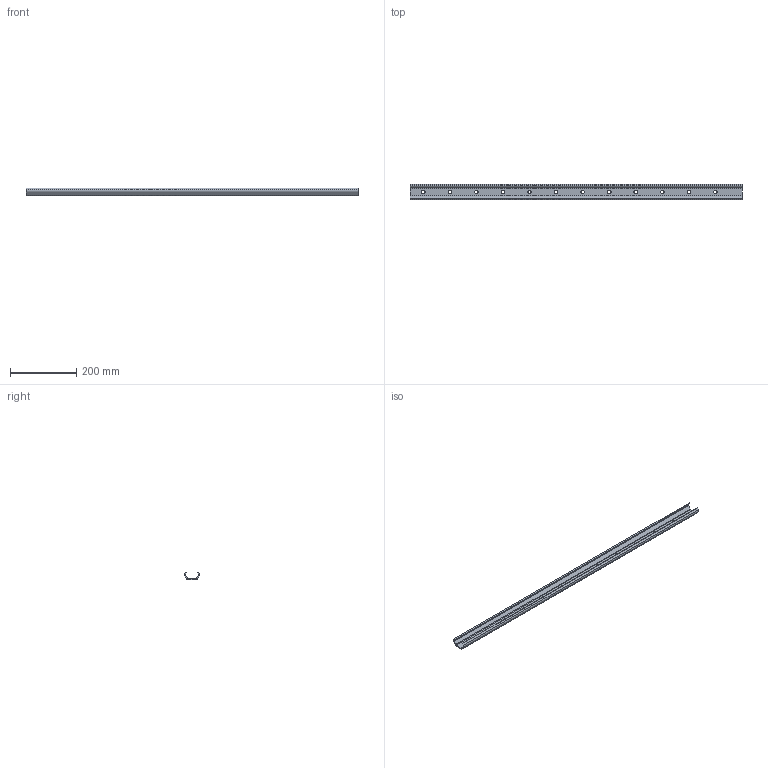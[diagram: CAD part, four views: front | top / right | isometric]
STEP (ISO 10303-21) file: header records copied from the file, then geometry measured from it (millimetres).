
FILE_DESCRIPTION( ( 'STEP AP203' ), '1' );
FILE_NAME( 'CRSS45R-1000__Y_40mm_2_03.stp', ' ', ( ' ' ), ( ' ' ), 'PSStep 15.0.47', 'PARTsolutions', ' ' );
FILE_SCHEMA( ( 'CONFIG_CONTROL_DESIGN' ) );
Length unit declared in the file: millimetre
Products named in the file (2): CRSS45R-1000, Y=40mm; _CRSS45R-1000, Y=40mmRail
Assembly tree (1 placements, depth 2):
  CRSS45R-1000, Y=40mm
    _CRSS45R-1000, Y=40mmRail
Bounding box: 1000 x 45.65 x 24 mm (x, y, z)
Volume: 257271.6 mm3; surface area: 155889.3 mm2
Topology: 1 solids, 1 shells, 70 faces, 204 edges, 136 vertices
Faces by surface type: plane 38, cylinder 32
Entity records: 2459 total; most frequent: CARTESIAN_POINT 412, DIRECTION 412, ORIENTED_EDGE 408, EDGE_CURVE 204, LINE 140, VECTOR 140, AXIS2_PLACEMENT_3D 136, VERTEX_POINT 136
